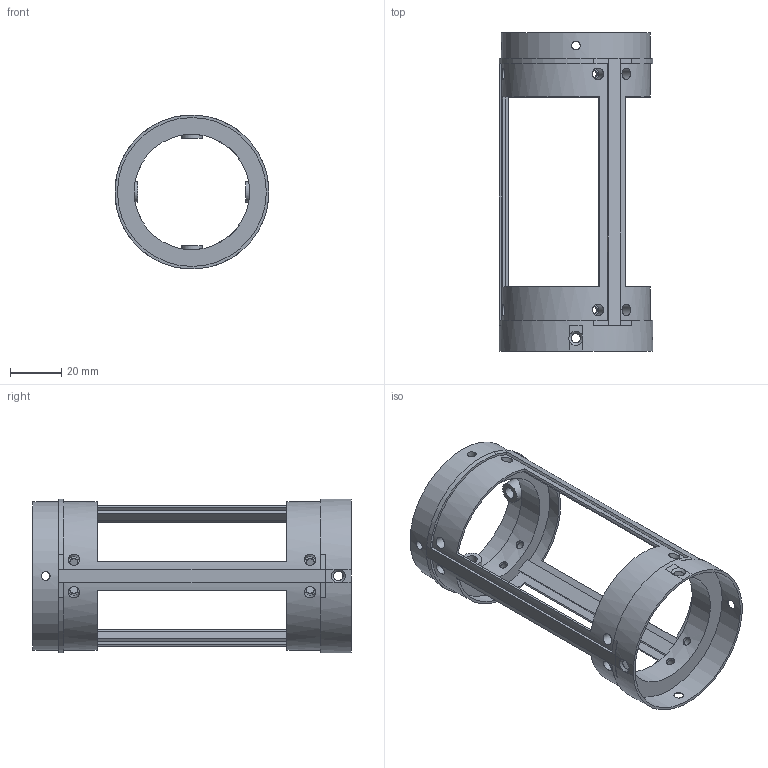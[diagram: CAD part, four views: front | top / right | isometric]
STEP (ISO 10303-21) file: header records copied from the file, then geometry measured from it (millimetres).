
FILE_DESCRIPTION(/* description */ (''),/* implementation_level */ '2;1');
FILE_NAME(/* name */ 'ElectronicsHolder.stp',/* time_stamp */ '2024-02-25T22:11:13-08:00',/* author */ ('liu63'),/* organization */ (''),/* preprocessor_version */ 'ST-DEVELOPER v19.2',/* originating_system */ 'Autodesk Inventor 2024',/* authorisation */ '');
FILE_SCHEMA (('AUTOMOTIVE_DESIGN { 1 0 10303 214 3 1 1 }'));
Length unit declared in the file: millimetre
Products named in the file (1): ElectronicsHolder
Bounding box: 59.89 x 124 x 59.98 mm (x, y, z)
Volume: 34527.7 mm3; surface area: 30660 mm2
Topology: 1 solids, 1 shells, 150 faces, 390 edges, 262 vertices
Faces by surface type: plane 95, cylinder 51, cone 4
Full cylindrical faces by diameter (mm): 3.2 x12, 3.4 x4, 4.5 x16, 8 x4, 45 x2, 54 x1, 58 x2
Entity records: 5885 total; most frequent: CARTESIAN_POINT 2099, ORIENTED_EDGE 780, DIRECTION 720, EDGE_CURVE 390, VERTEX_POINT 262, AXIS2_PLACEMENT_3D 259, EDGE_LOOP 218, LINE 202
